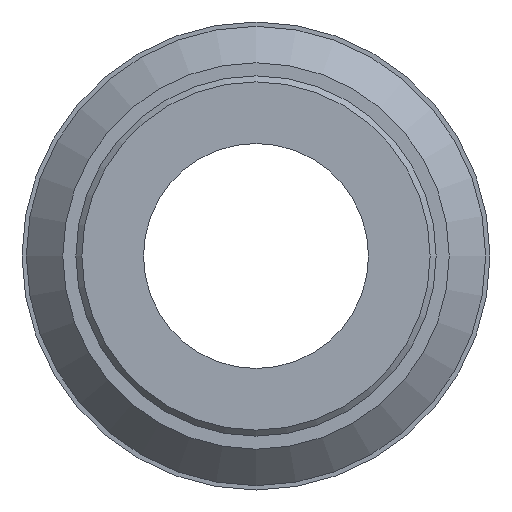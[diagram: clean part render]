
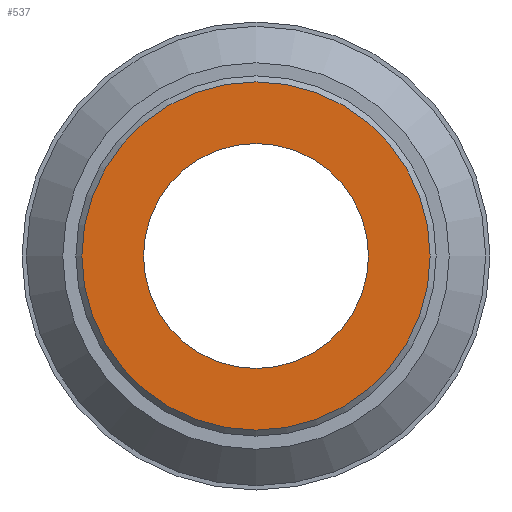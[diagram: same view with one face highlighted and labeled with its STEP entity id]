
A CAD part, left-side view. The second image highlights one B-rep face of the part: STEP entity #537.
In plain terms, the highlighted planar face has unit normal (-1, 0, 0).
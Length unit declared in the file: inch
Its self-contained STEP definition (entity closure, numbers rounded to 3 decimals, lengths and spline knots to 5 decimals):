
#30=FACE_BOUND('',#103,.T.);
#44=PLANE('',#596);
#59=FACE_OUTER_BOUND('',#102,.T.);
#102=EDGE_LOOP('',(#379));
#103=EDGE_LOOP('',(#380));
#203=CIRCLE('',#592,0.1875);
#206=CIRCLE('',#597,0.2902);
#253=VERTEX_POINT('',#895);
#256=VERTEX_POINT('',#904);
#299=EDGE_CURVE('',#253,#253,#203,.T.);
#303=EDGE_CURVE('',#256,#256,#206,.T.);
#379=ORIENTED_EDGE('',*,*,#303,.F.);
#380=ORIENTED_EDGE('',*,*,#299,.T.);
#537=ADVANCED_FACE('',(#59,#30),#44,.T.);
#592=AXIS2_PLACEMENT_3D('',#896,#687,#688);
#596=AXIS2_PLACEMENT_3D('',#903,#696,#697);
#597=AXIS2_PLACEMENT_3D('',#905,#698,#699);
#687=DIRECTION('center_axis',(1.,0.,0.));
#688=DIRECTION('ref_axis',(0.,-1.,0.));
#696=DIRECTION('center_axis',(-1.,0.,0.));
#697=DIRECTION('ref_axis',(0.,0.,1.));
#698=DIRECTION('center_axis',(1.,0.,0.));
#699=DIRECTION('ref_axis',(0.,0.,-1.));
#895=CARTESIAN_POINT('',(-1.4925,0.1875,0.));
#896=CARTESIAN_POINT('Origin',(-1.4925,0.,0.));
#903=CARTESIAN_POINT('Origin',(-1.4925,0.2902,0.));
#904=CARTESIAN_POINT('',(-1.4925,-0.2902,0.));
#905=CARTESIAN_POINT('Origin',(-1.4925,0.,0.));
